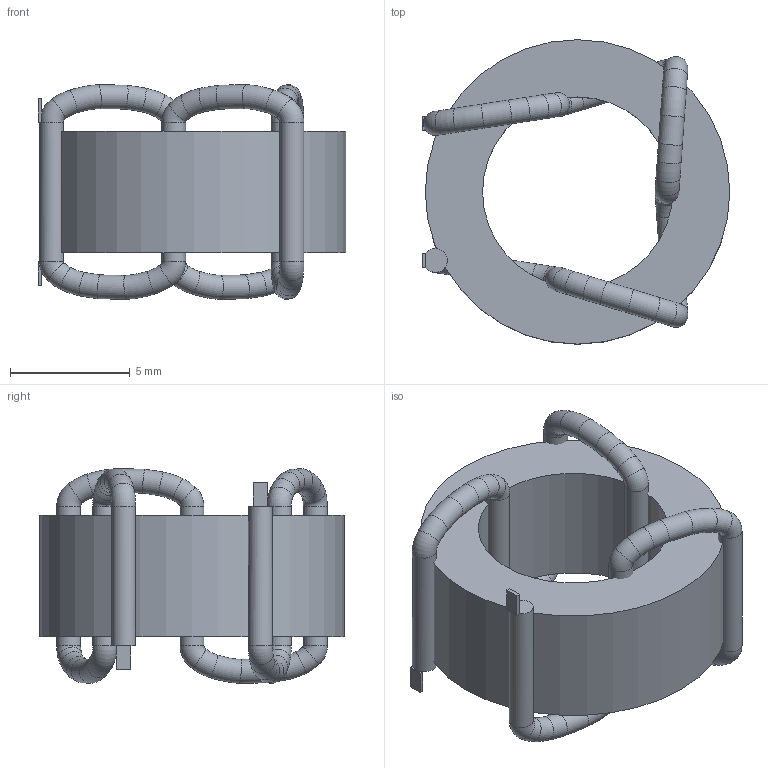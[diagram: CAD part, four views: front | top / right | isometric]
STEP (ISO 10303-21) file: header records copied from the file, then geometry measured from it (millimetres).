
FILE_DESCRIPTION(/* description */ (''),/* implementation_level */ '2;1');
FILE_NAME(/* name */ 'inductor.stp',/* time_stamp */ '2021-06-17T16:28:25+03:00',/* author */ (''),/* organization */ (''),/* preprocessor_version */ 'ST-DEVELOPER v16',/* originating_system */ 'SIEMENS PLM Software NX 11.0',/* authorisation */ '');
FILE_SCHEMA (('AUTOMOTIVE_DESIGN { 1 0 10303 214 3 1 1 1 }'));
Length unit declared in the file: millimetre
Products named in the file (1): inductor
Bounding box: 12.83 x 12.7 x 8.96 mm (x, y, z)
Volume: 453.9 mm3; surface area: 730.4 mm2
Topology: 2 solids, 2 shells, 73 faces, 145 edges, 76 vertices
Faces by surface type: torus 48, plane 16, cylinder 9
Full cylindrical faces by diameter (mm): 1 x7, 7.92 x1, 12.7 x1
Entity records: 1556 total; most frequent: DIRECTION 296, CARTESIAN_POINT 234, ORIENTED_EDGE 172, AXIS2_PLACEMENT_3D 136, EDGE_LOOP 132, FACE_BOUND 118, EDGE_CURVE 86, VERTEX_POINT 74
